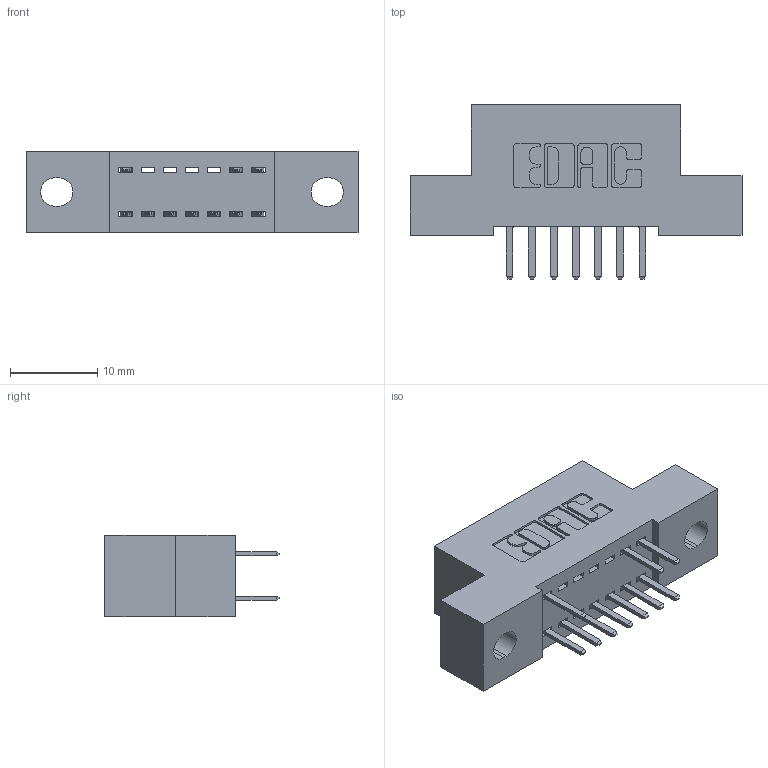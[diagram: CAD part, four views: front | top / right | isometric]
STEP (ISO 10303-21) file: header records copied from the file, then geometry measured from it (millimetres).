
FILE_DESCRIPTION (( 'STEP AP203' ), '1' );
FILE_NAME ('342-014-520-202.STEP', '2018-08-10T16:50:08', ( '' ), ( '' ), 'SwSTEP 2.0', 'SolidWorks 2016', '' );
FILE_SCHEMA (( 'CONFIG_CONTROL_DESIGN' ));
Length unit declared in the file: inch
Products named in the file (3): 342 Part_.128 Slot; 345-292-001_345-293-120; 342-014-520-202
Assembly tree (11 placements, depth 2):
  342-014-520-202
    342 Part_.128 Slot
    345-292-001_345-293-120  x10
Bounding box: 38.1 x 20.02 x 9.4 mm (x, y, z)
Volume: 3165.1 mm3; surface area: 3839.7 mm2
Topology: 11 solids, 11 shells, 698 faces, 2025 edges, 1322 vertices
Faces by surface type: plane 474, cylinder 224
Entity records: 9019 total; most frequent: CARTESIAN_POINT 1566, ORIENTED_EDGE 1494, DIRECTION 1383, EDGE_CURVE 747, LINE 615, VECTOR 615, VERTEX_POINT 494, AXIS2_PLACEMENT_3D 384
